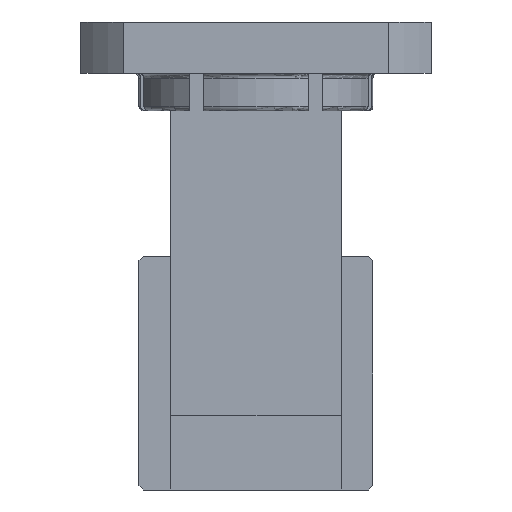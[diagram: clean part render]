
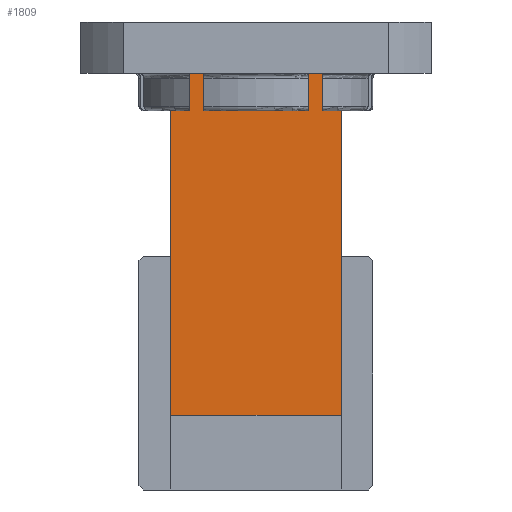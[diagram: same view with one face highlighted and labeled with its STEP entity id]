
A CAD part, front view. The second image highlights one B-rep face of the part: STEP entity #1809.
In plain terms, the highlighted planar face has unit normal (0, -1, 0).
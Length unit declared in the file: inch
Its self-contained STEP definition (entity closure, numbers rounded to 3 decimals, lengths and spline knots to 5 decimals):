
#37 = VECTOR ( 'NONE', #3136, 39.37008 ) ;
#340 = CARTESIAN_POINT ( 'NONE',  ( 0.182, -0.112, -0.19 ) ) ;
#609 = CARTESIAN_POINT ( 'NONE',  ( -0.142, -0.112, -0.19 ) ) ;
#738 = CARTESIAN_POINT ( 'NONE',  ( 0.112, -0.112, 0.06159 ) ) ;
#815 = ORIENTED_EDGE ( 'NONE', *, *, #3788, .T. ) ;
#962 = VECTOR ( 'NONE', #16697, 39.37008 ) ;
#976 = DIRECTION ( 'NONE',  ( 0., 0., -1. ) ) ;
#1009 = DIRECTION ( 'NONE',  ( 0., 0., 1. ) ) ;
#1507 = CARTESIAN_POINT ( 'NONE',  ( 0.142, -0.112, -0.11 ) ) ;
#1702 = VERTEX_POINT ( 'NONE', #2316 ) ;
#1809 = ADVANCED_FACE ( 'NONE', ( #10049 ), #10459, .T. ) ;
#1838 = VERTEX_POINT ( 'NONE', #7800 ) ;
#1935 = LINE ( 'NONE', #12757, #7883 ) ;
#2212 = VECTOR ( 'NONE', #976, 39.37008 ) ;
#2250 = CARTESIAN_POINT ( 'NONE',  ( -0.112, -0.112, -0.19 ) ) ;
#2316 = CARTESIAN_POINT ( 'NONE',  ( -0.182, -0.112, -0.84 ) ) ;
#2379 = EDGE_LOOP ( 'NONE', ( #3727, #12269, #16590, #815, #12743, #5753, #8107, #14849, #5769, #4395, #12558, #3777 ) ) ;
#2512 = VERTEX_POINT ( 'NONE', #8538 ) ;
#2752 = DIRECTION ( 'NONE',  ( 0., -1., 0. ) ) ;
#2759 = CARTESIAN_POINT ( 'NONE',  ( 0.182, -0.112, -0.19 ) ) ;
#3136 = DIRECTION ( 'NONE',  ( -1., 0., 0. ) ) ;
#3461 = DIRECTION ( 'NONE',  ( -1., 0., 0. ) ) ;
#3660 = CARTESIAN_POINT ( 'NONE',  ( 0.182, -0.112, -0.84 ) ) ;
#3727 = ORIENTED_EDGE ( 'NONE', *, *, #14014, .T. ) ;
#3777 = ORIENTED_EDGE ( 'NONE', *, *, #10510, .T. ) ;
#3788 = EDGE_CURVE ( 'NONE', #15357, #13395, #11422, .T. ) ;
#3912 = LINE ( 'NONE', #9602, #37 ) ;
#4028 = VERTEX_POINT ( 'NONE', #4664 ) ;
#4066 = EDGE_CURVE ( 'NONE', #1838, #11654, #8692, .T. ) ;
#4395 = ORIENTED_EDGE ( 'NONE', *, *, #13691, .F. ) ;
#4497 = DIRECTION ( 'NONE',  ( 0., 0., -1. ) ) ;
#4664 = CARTESIAN_POINT ( 'NONE',  ( -0.182, -0.112, -0.19 ) ) ;
#5323 = EDGE_CURVE ( 'NONE', #13395, #6946, #3912, .T. ) ;
#5598 = EDGE_CURVE ( 'NONE', #15357, #11707, #8665, .T. ) ;
#5753 = ORIENTED_EDGE ( 'NONE', *, *, #16466, .F. ) ;
#5769 = ORIENTED_EDGE ( 'NONE', *, *, #13936, .T. ) ;
#6432 = CARTESIAN_POINT ( 'NONE',  ( -0.182, -0.112, -0.84 ) ) ;
#6477 = DIRECTION ( 'NONE',  ( 0., 0., -1. ) ) ;
#6526 = DIRECTION ( 'NONE',  ( 0., 0., -1. ) ) ;
#6733 = DIRECTION ( 'NONE',  ( 1., 0., 0. ) ) ;
#6895 = LINE ( 'NONE', #2759, #14588 ) ;
#6946 = VERTEX_POINT ( 'NONE', #2250 ) ;
#7800 = CARTESIAN_POINT ( 'NONE',  ( -0.112, -0.112, -0.11 ) ) ;
#7802 = CARTESIAN_POINT ( 'NONE',  ( -0.142, -0.112, -0.11 ) ) ;
#7809 = DIRECTION ( 'NONE',  ( 1., 0., 0. ) ) ;
#7883 = VECTOR ( 'NONE', #16672, 39.37008 ) ;
#8107 = ORIENTED_EDGE ( 'NONE', *, *, #4066, .T. ) ;
#8538 = CARTESIAN_POINT ( 'NONE',  ( 0.142, -0.112, -0.19 ) ) ;
#8665 = LINE ( 'NONE', #1507, #8866 ) ;
#8692 = LINE ( 'NONE', #15184, #16110 ) ;
#8750 = LINE ( 'NONE', #340, #15757 ) ;
#8866 = VECTOR ( 'NONE', #6733, 39.37008 ) ;
#8888 = CARTESIAN_POINT ( 'NONE',  ( 0.182, -0.112, -1. ) ) ;
#9047 = CARTESIAN_POINT ( 'NONE',  ( 0.142, -0.112, -0.11 ) ) ;
#9372 = LINE ( 'NONE', #8888, #962 ) ;
#9384 = VERTEX_POINT ( 'NONE', #609 ) ;
#9602 = CARTESIAN_POINT ( 'NONE',  ( 0.182, -0.112, -0.19 ) ) ;
#9603 = DIRECTION ( 'NONE',  ( -1., 0., 0. ) ) ;
#9980 = VECTOR ( 'NONE', #6526, 39.37008 ) ;
#10049 = FACE_OUTER_BOUND ( 'NONE', #2379, .T. ) ;
#10175 = EDGE_CURVE ( 'NONE', #11707, #2512, #10666, .T. ) ;
#10200 = LINE ( 'NONE', #6432, #16356 ) ;
#10459 = PLANE ( 'NONE',  #13510 ) ;
#10510 = EDGE_CURVE ( 'NONE', #16421, #15322, #9372, .T. ) ;
#10666 = LINE ( 'NONE', #16818, #2212 ) ;
#10981 = VECTOR ( 'NONE', #4497, 39.37008 ) ;
#11217 = CARTESIAN_POINT ( 'NONE',  ( 0.112, -0.112, -0.11 ) ) ;
#11422 = LINE ( 'NONE', #738, #10981 ) ;
#11654 = VERTEX_POINT ( 'NONE', #7802 ) ;
#11707 = VERTEX_POINT ( 'NONE', #9047 ) ;
#12269 = ORIENTED_EDGE ( 'NONE', *, *, #10175, .F. ) ;
#12304 = CARTESIAN_POINT ( 'NONE',  ( 0.112, -0.112, -0.19 ) ) ;
#12558 = ORIENTED_EDGE ( 'NONE', *, *, #15602, .T. ) ;
#12743 = ORIENTED_EDGE ( 'NONE', *, *, #5323, .T. ) ;
#12757 = CARTESIAN_POINT ( 'NONE',  ( -0.142, -0.112, 0.06159 ) ) ;
#13099 = CARTESIAN_POINT ( 'NONE',  ( -0.182, -0.112, -1. ) ) ;
#13395 = VERTEX_POINT ( 'NONE', #12304 ) ;
#13508 = CARTESIAN_POINT ( 'NONE',  ( 0.182, -0.112, -0.19 ) ) ;
#13510 = AXIS2_PLACEMENT_3D ( 'NONE', #13099, #2752, #6477 ) ;
#13680 = LINE ( 'NONE', #15831, #9980 ) ;
#13691 = EDGE_CURVE ( 'NONE', #1702, #4028, #16139, .T. ) ;
#13936 = EDGE_CURVE ( 'NONE', #9384, #4028, #6895, .T. ) ;
#14014 = EDGE_CURVE ( 'NONE', #15322, #2512, #8750, .T. ) ;
#14588 = VECTOR ( 'NONE', #15687, 39.37008 ) ;
#14849 = ORIENTED_EDGE ( 'NONE', *, *, #16964, .T. ) ;
#15184 = CARTESIAN_POINT ( 'NONE',  ( -0.142, -0.112, -0.11 ) ) ;
#15322 = VERTEX_POINT ( 'NONE', #13508 ) ;
#15357 = VERTEX_POINT ( 'NONE', #11217 ) ;
#15463 = CARTESIAN_POINT ( 'NONE',  ( -0.182, -0.112, -1. ) ) ;
#15602 = EDGE_CURVE ( 'NONE', #1702, #16421, #10200, .T. ) ;
#15687 = DIRECTION ( 'NONE',  ( -1., 0., 0. ) ) ;
#15752 = VECTOR ( 'NONE', #1009, 39.37008 ) ;
#15757 = VECTOR ( 'NONE', #9603, 39.37008 ) ;
#15831 = CARTESIAN_POINT ( 'NONE',  ( -0.112, -0.112, 0.06159 ) ) ;
#16110 = VECTOR ( 'NONE', #3461, 39.37008 ) ;
#16139 = LINE ( 'NONE', #15463, #15752 ) ;
#16356 = VECTOR ( 'NONE', #7809, 39.37008 ) ;
#16421 = VERTEX_POINT ( 'NONE', #3660 ) ;
#16466 = EDGE_CURVE ( 'NONE', #1838, #6946, #13680, .T. ) ;
#16590 = ORIENTED_EDGE ( 'NONE', *, *, #5598, .F. ) ;
#16672 = DIRECTION ( 'NONE',  ( 0., 0., -1. ) ) ;
#16697 = DIRECTION ( 'NONE',  ( 0., 0., 1. ) ) ;
#16818 = CARTESIAN_POINT ( 'NONE',  ( 0.142, -0.112, 0.06159 ) ) ;
#16964 = EDGE_CURVE ( 'NONE', #11654, #9384, #1935, .T. ) ;
